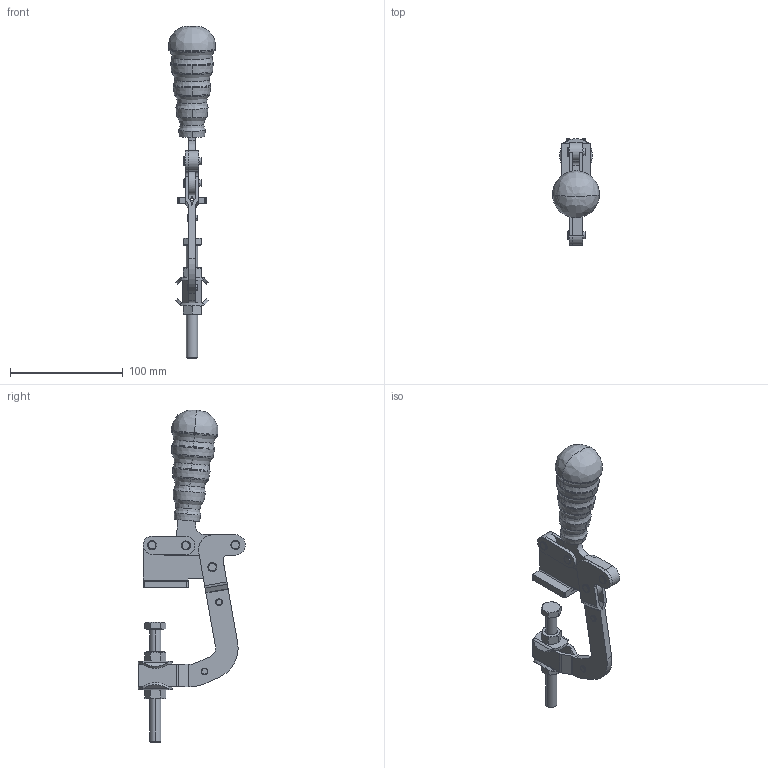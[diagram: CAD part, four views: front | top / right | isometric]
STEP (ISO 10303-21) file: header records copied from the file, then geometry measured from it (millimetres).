
FILE_DESCRIPTION((''),'2;1');
FILE_NAME('501.stp','2005-09-01T11:55:48',('CAD'),(''),'Autodesk Inventor 8','Autodesk Inventor 8','');
FILE_SCHEMA(('AUTOMOTIVE_DESIGN { 1 0 10303 214 1 1 1 1 }'));
Length unit declared in the file: millimetre
Products named in the file (1): Part53
Bounding box: 41.84 x 95.09 x 294.92 mm (x, y, z)
Volume: 146299.4 mm3; surface area: 46861.1 mm2
Topology: 1 solids, 2 shells, 391 faces, 1010 edges, 626 vertices
Faces by surface type: plane 111, cylinder 101, bspline 93, cone 60, torus 26
Entity records: 14544 total; most frequent: CARTESIAN_POINT 5175, DIRECTION 2010, ORIENTED_EDGE 1992, EDGE_CURVE 996, AXIS2_PLACEMENT_3D 791, VERTEX_POINT 626, CIRCLE 492, VECTOR 428
